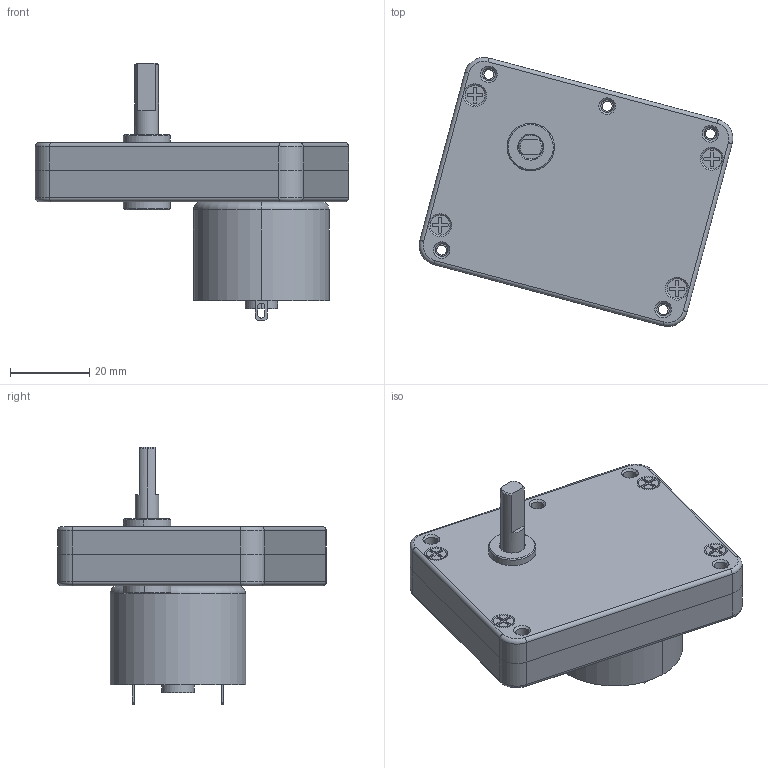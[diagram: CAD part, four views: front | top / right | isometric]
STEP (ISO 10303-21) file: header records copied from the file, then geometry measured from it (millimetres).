
FILE_DESCRIPTION((''),'2;1');
FILE_NAME('ASM0001_ASM','2024-07-12T',('86157'),(''),'PRO/ENGINEER BY PARAMETRIC TECHNOLOGY CORPORATION, 2010280','PRO/ENGINEER BY PARAMETRIC TECHNOLOGY CORPORATION, 2010280','');
FILE_SCHEMA(('CONFIG_CONTROL_DESIGN'));
Length unit declared in the file: millimetre
Products named in the file (7): _____6MM__; ______D070P310S002; 70SS-____________-5078; 70SS-____________-1633; DM000P351001-; MOTOR-3530; ASM0001_ASM
Assembly tree (10 placements, depth 2):
  ASM0001_ASM
    _____6MM__  x2
    ______D070P310S002
    70SS-____________-5078
    70SS-____________-1633
    DM000P351001-  x4
    MOTOR-3530
Bounding box: 79.31 x 67.99 x 65 mm (x, y, z)
Volume: 46913.4 mm3; surface area: 29523.9 mm2
Topology: 10 solids, 16 shells, 622 faces, 1443 edges, 893 vertices
Faces by surface type: cylinder 251, plane 181, cone 153, torus 37
Entity records: 15495 total; most frequent: DIRECTION 2972, CARTESIAN_POINT 2581, ORIENTED_EDGE 2422, EDGE_CURVE 1223, AXIS2_PLACEMENT_3D 1204, VERTEX_POINT 769, CIRCLE 651, EDGE_LOOP 648
